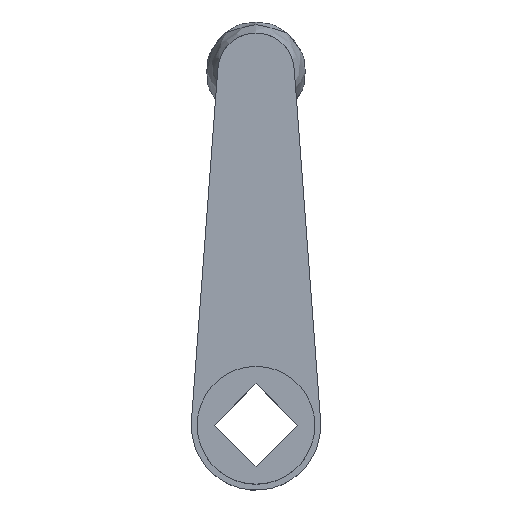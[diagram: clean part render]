
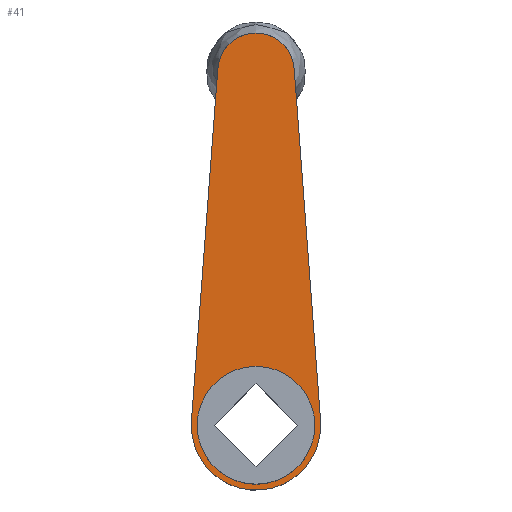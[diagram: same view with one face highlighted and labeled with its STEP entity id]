
A CAD part, top view. The second image highlights one B-rep face of the part: STEP entity #41.
In plain terms, the highlighted planar face has unit normal (0, 0, 1).
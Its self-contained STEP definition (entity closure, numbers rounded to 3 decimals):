
#41 = ADVANCED_FACE( '', ( #92, #93 ), #94, .T. );
#92 = FACE_BOUND( '', #160, .T. );
#93 = FACE_OUTER_BOUND( '', #161, .T. );
#94 = PLANE( '', #162 );
#160 = EDGE_LOOP( '', ( #256 ) );
#161 = EDGE_LOOP( '', ( #257, #258, #259, #260 ) );
#162 = AXIS2_PLACEMENT_3D( '', #261, #262, #263 );
#256 = ORIENTED_EDGE( '', *, *, #384, .F. );
#257 = ORIENTED_EDGE( '', *, *, #385, .T. );
#258 = ORIENTED_EDGE( '', *, *, #386, .T. );
#259 = ORIENTED_EDGE( '', *, *, #387, .T. );
#260 = ORIENTED_EDGE( '', *, *, #388, .T. );
#261 = CARTESIAN_POINT( '', ( 0., 0., -19.21 ) );
#262 = DIRECTION( '', ( 0., 0., 1. ) );
#263 = DIRECTION( '', ( 1., 0., 0. ) );
#384 = EDGE_CURVE( '', #433, #433, #434, .T. );
#385 = EDGE_CURVE( '', #435, #436, #437, .T. );
#386 = EDGE_CURVE( '', #436, #438, #439, .T. );
#387 = EDGE_CURVE( '', #438, #440, #441, .T. );
#388 = EDGE_CURVE( '', #440, #435, #442, .T. );
#433 = VERTEX_POINT( '', #504 );
#434 = CIRCLE( '', #505, 12. );
#435 = VERTEX_POINT( '', #506 );
#436 = VERTEX_POINT( '', #507 );
#437 = LINE( '', #508, #509 );
#438 = VERTEX_POINT( '', #510 );
#439 = CIRCLE( '', #511, 13.2 );
#440 = VERTEX_POINT( '', #512 );
#441 = LINE( '', #513, #514 );
#442 = CIRCLE( '', #515, 7.8 );
#504 = CARTESIAN_POINT( '', ( 0., 12., -19.21 ) );
#505 = AXIS2_PLACEMENT_3D( '', #594, #595, #596 );
#506 = CARTESIAN_POINT( '', ( -7.778, 72.783, -19.21 ) );
#507 = CARTESIAN_POINT( '', ( -13.163, 0.987, -19.21 ) );
#508 = CARTESIAN_POINT( '', ( -7.778, 72.783, -19.21 ) );
#509 = VECTOR( '', #597, 1000. );
#510 = CARTESIAN_POINT( '', ( 13.163, 0.987, -19.21 ) );
#511 = AXIS2_PLACEMENT_3D( '', #598, #599, #600 );
#512 = CARTESIAN_POINT( '', ( 7.778, 72.783, -19.21 ) );
#513 = CARTESIAN_POINT( '', ( 13.163, 0.987, -19.21 ) );
#514 = VECTOR( '', #601, 1000. );
#515 = AXIS2_PLACEMENT_3D( '', #602, #603, #604 );
#594 = CARTESIAN_POINT( '', ( 0., 0., -19.21 ) );
#595 = DIRECTION( '', ( 0., 0., 1. ) );
#596 = DIRECTION( '', ( 0., 1., 0. ) );
#597 = DIRECTION( '', ( -0.075, -0.997, 0. ) );
#598 = CARTESIAN_POINT( '', ( 0., 0., -19.21 ) );
#599 = DIRECTION( '', ( 0., 0., 1. ) );
#600 = DIRECTION( '', ( 0., 1., 0. ) );
#601 = DIRECTION( '', ( -0.075, 0.997, 0. ) );
#602 = CARTESIAN_POINT( '', ( 0., 72.2, -19.21 ) );
#603 = DIRECTION( '', ( 0., 0., 1. ) );
#604 = DIRECTION( '', ( 0., 1., 0. ) );
